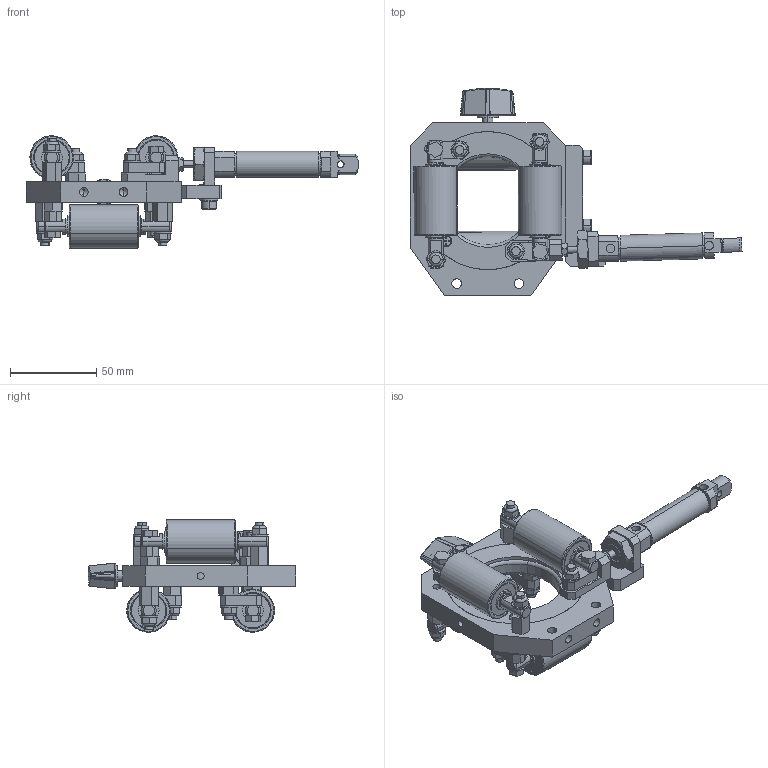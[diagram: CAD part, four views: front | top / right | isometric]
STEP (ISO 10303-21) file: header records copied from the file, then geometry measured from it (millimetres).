
FILE_DESCRIPTION (( 'STEP AP203' ), '1' );
FILE_NAME ('3-400306-03_5858A.STEP', '2017-04-12T07:27:09', ( '' ), ( '' ), 'SwSTEP 2.0', 'SolidWorks 2017', '' );
FILE_SCHEMA (( 'CONFIG_CONTROL_DESIGN' ));
Length unit declared in the file: millimetre
Products named in the file (1): 3-400306-03_5858A
Bounding box: 192.08 x 120 x 64.99 mm (x, y, z)
Volume: 185978.5 mm3; surface area: 108965.2 mm2
Topology: 73 solids, 73 shells, 1377 faces, 3115 edges, 2007 vertices
Faces by surface type: plane 609, cylinder 567, cone 124, torus 59, sphere 12, bspline 6
Entity records: 39659 total; most frequent: CARTESIAN_POINT 7400, DIRECTION 7160, ORIENTED_EDGE 6214, EDGE_CURVE 3107, AXIS2_PLACEMENT_3D 2789, VERTEX_POINT 2007, EDGE_LOOP 1660, VECTOR 1582
